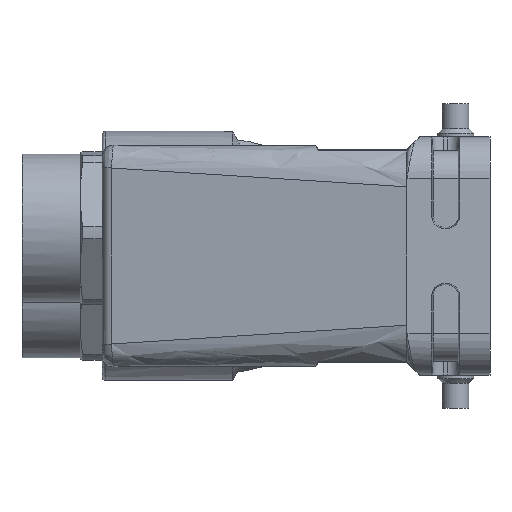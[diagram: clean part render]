
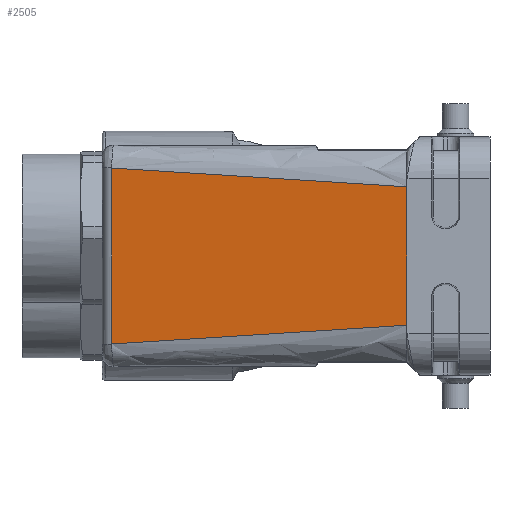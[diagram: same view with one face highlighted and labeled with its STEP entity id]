
A CAD part, left-side view. The second image highlights one B-rep face of the part: STEP entity #2505.
In plain terms, the highlighted planar face has unit normal (-0.99, 0.139, 0).
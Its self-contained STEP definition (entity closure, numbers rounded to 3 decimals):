
#2505=ADVANCED_FACE('',(#3097),#2808,.T.);
#2808=PLANE('',#8973);
#3097=FACE_OUTER_BOUND('',#3455,.T.);
#3455=EDGE_LOOP('',(#5305,#5306,#5307,#5308));
#5305=ORIENTED_EDGE('',*,*,#7348,.F.);
#5306=ORIENTED_EDGE('',*,*,#7203,.T.);
#5307=ORIENTED_EDGE('',*,*,#7350,.F.);
#5308=ORIENTED_EDGE('',*,*,#7045,.F.);
#6323=VERTEX_POINT('',#12019);
#6324=VERTEX_POINT('',#12021);
#6421=VERTEX_POINT('',#12973);
#6422=VERTEX_POINT('',#12975);
#7045=EDGE_CURVE('',#6323,#6324,#7848,.T.);
#7203=EDGE_CURVE('',#6422,#6421,#7935,.T.);
#7348=EDGE_CURVE('',#6422,#6323,#8014,.T.);
#7350=EDGE_CURVE('',#6324,#6421,#8016,.T.);
#7848=LINE('',#12020,#8329);
#7935=LINE('',#12974,#8416);
#8014=LINE('',#13694,#8495);
#8016=LINE('',#13697,#8497);
#8329=VECTOR('',#9745,1.);
#8416=VECTOR('',#9984,1.);
#8495=VECTOR('',#10213,1.);
#8497=VECTOR('',#10217,1.);
#8973=AXIS2_PLACEMENT_3D('',#13698,#10218,#10219);
#9745=DIRECTION('',(0.139,0.988,-0.063));
#9984=DIRECTION('',(0.139,0.988,0.063));
#10213=DIRECTION('',(0.,0.,-1.));
#10217=DIRECTION('',(0.,0.,1.));
#10218=DIRECTION('',(-0.99,0.139,0.));
#10219=DIRECTION('',(-0.139,-0.99,0.));
#12019=CARTESIAN_POINT('',(-25.279,-55.898,-12.5));
#12020=CARTESIAN_POINT('',(-25.279,-55.898,-12.5));
#12021=CARTESIAN_POINT('',(-17.791,-2.62,-15.89));
#12973=CARTESIAN_POINT('',(-17.791,-2.62,15.89));
#12974=CARTESIAN_POINT('',(-25.279,-55.898,12.5));
#12975=CARTESIAN_POINT('',(-25.279,-55.898,12.5));
#13694=CARTESIAN_POINT('',(-25.279,-55.898,1.5));
#13697=CARTESIAN_POINT('',(-17.791,-2.62,15.89));
#13698=CARTESIAN_POINT('',(-17.163,1.852,0.));
